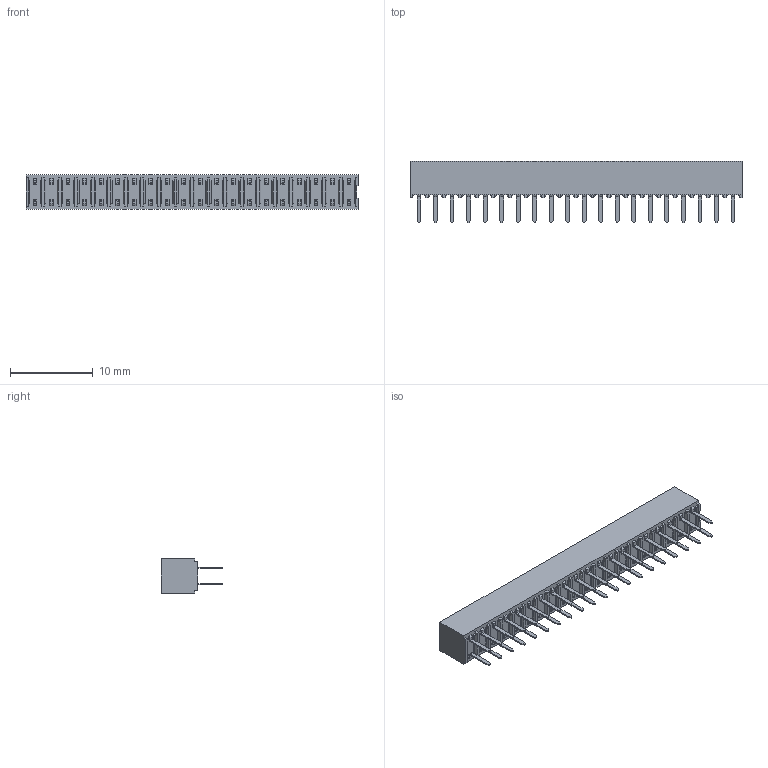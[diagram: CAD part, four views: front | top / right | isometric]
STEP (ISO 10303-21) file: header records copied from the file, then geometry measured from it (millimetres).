
FILE_DESCRIPTION((''),'2;1');
FILE_NAME('791077019','2013-09-26T',('me'),(''),'PRO/ENGINEER BY PARAMETRIC TECHNOLOGY CORPORATION, 2011490','PRO/ENGINEER BY PARAMETRIC TECHNOLOGY CORPORATION, 2011490','');
FILE_SCHEMA(('CONFIG_CONTROL_DESIGN'));
Products named in the file (1): 791077019
Bounding box: 40.19 x 7.44 x 4.19 mm (x, y, z)
Volume: 576.7 mm3; surface area: 1880 mm2
Topology: 1 solids, 1 shells, 2446 faces, 6429 edges, 4206 vertices
Faces by surface type: plane 2126, cylinder 320
Entity records: 74000 total; most frequent: CARTESIAN_POINT 13002, ORIENTED_EDGE 12698, DIRECTION 12043, EDGE_CURVE 6349, VECTOR 5709, LINE 5709, VERTEX_POINT 4126, AXIS2_PLACEMENT_3D 3167
